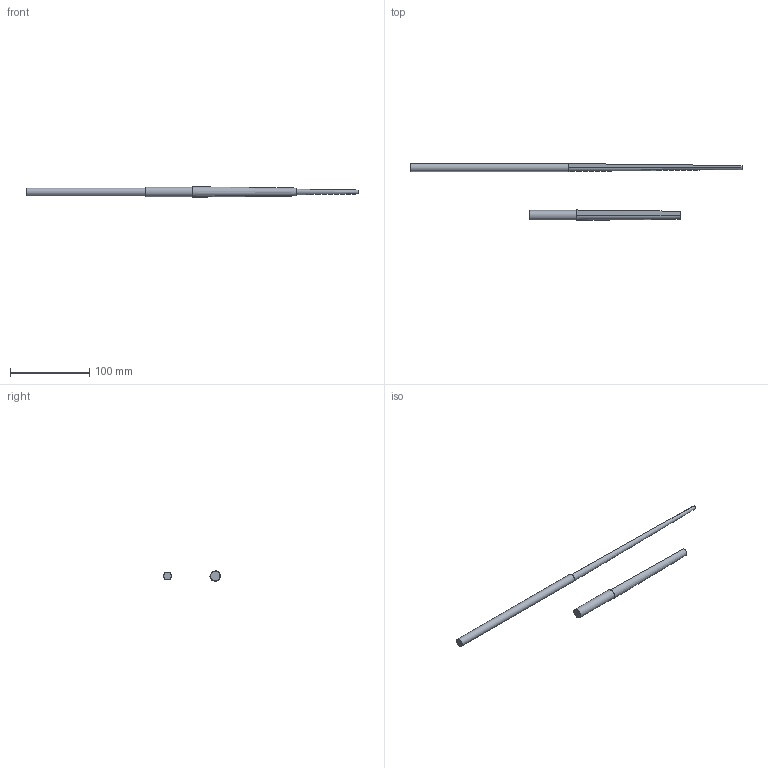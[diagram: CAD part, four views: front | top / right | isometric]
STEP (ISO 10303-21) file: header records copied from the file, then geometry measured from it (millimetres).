
FILE_DESCRIPTION(/* description */ (''),/* implementation_level */ '2;1');
FILE_NAME(/* name */ 'alsoirs o brien v2.step',/* time_stamp */ '2023-11-10T22:42:55+01:00',/* author */ (''),/* organization */ (''),/* preprocessor_version */ 'ST-DEVELOPER v20',/* originating_system */ 'Autodesk Translation Framework v12.14.0.127',/* authorisation */ '');
FILE_SCHEMA (('AUTOMOTIVE_DESIGN { 1 0 10303 214 3 1 1 }'));
Length unit declared in the file: millimetre
Products named in the file (1): alésoirs o brien
Bounding box: 418 x 71.58 x 13.16 mm (x, y, z)
Volume: 40314.2 mm3; surface area: 19702.6 mm2
Topology: 4 solids, 4 shells, 16 faces, 24 edges, 16 vertices
Faces by surface type: plane 12, cone 2, cylinder 2
Full cylindrical faces by diameter (mm): 10 x1, 12 x1
Entity records: 386 total; most frequent: DIRECTION 66, CARTESIAN_POINT 57, ORIENTED_EDGE 48, AXIS2_PLACEMENT_3D 25, EDGE_CURVE 24, FACE_OUTER_BOUND 16, EDGE_LOOP 16, LINE 16
